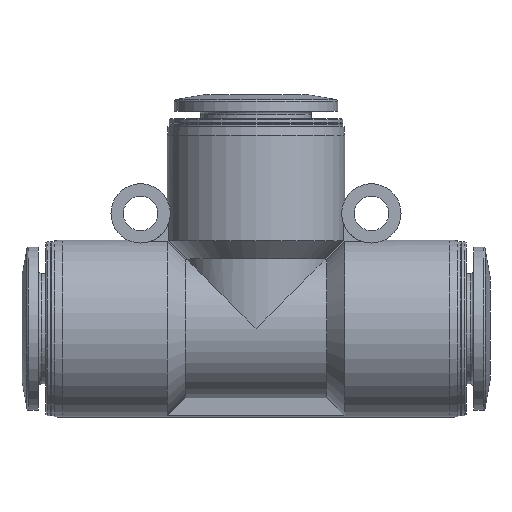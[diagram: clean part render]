
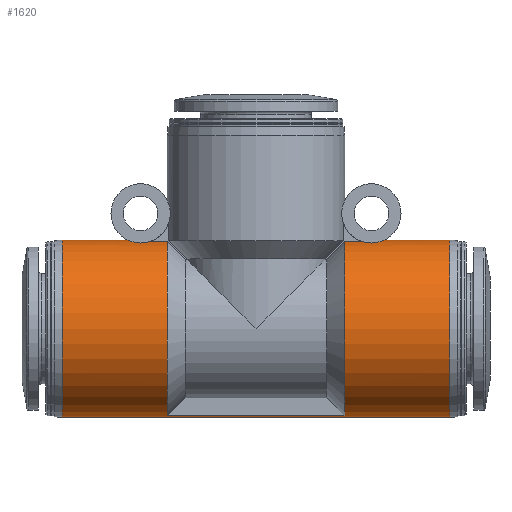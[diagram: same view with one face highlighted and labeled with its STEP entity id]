
A CAD part, front view. The second image highlights one B-rep face of the part: STEP entity #1620.
In plain terms, the highlighted cylindrical face has radius 10.75 mm (diameter 21.5 mm), a full revolution.
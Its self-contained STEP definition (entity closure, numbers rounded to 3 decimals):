
#76=B_SPLINE_CURVE_WITH_KNOTS('',3,(#2255,#2256,#2257,#2258,#2259,#2260,
#2261,#2262,#2263,#2264,#2265,#2266,#2267,#2268,#2269,#2270,#2271),
 .UNSPECIFIED.,.F.,.F.,(4,1,1,1,1,1,1,1,1,1,1,1,1,1,4),(0.002,
0.003,0.003,0.004,0.004,
0.005,0.006,0.007,0.008,
0.009,0.009,0.01,0.011,
0.011,0.012),.UNSPECIFIED.);
#77=B_SPLINE_CURVE_WITH_KNOTS('',3,(#2283,#2284,#2285,#2286,#2287,#2288,
#2289,#2290,#2291,#2292,#2293,#2294,#2295,#2296,#2297,#2298,#2299),
 .UNSPECIFIED.,.F.,.F.,(4,1,1,1,1,1,1,1,1,1,1,1,1,1,4),(0.009,
0.009,0.01,0.011,0.011,
0.012,0.012,0.014,0.015,
0.016,0.016,0.017,0.017,
0.018,0.019),.UNSPECIFIED.);
#94=LINE('',#2249,#114);
#95=LINE('',#2253,#115);
#96=LINE('',#2273,#116);
#97=LINE('',#2277,#117);
#98=LINE('',#2281,#118);
#99=LINE('',#2301,#119);
#114=VECTOR('',#1891,1000.);
#115=VECTOR('',#1894,1000.);
#116=VECTOR('',#1895,1000.);
#117=VECTOR('',#1898,1000.);
#118=VECTOR('',#1901,1000.);
#119=VECTOR('',#1902,1000.);
#144=ORIENTED_EDGE('',*,*,#394,.F.);
#145=ORIENTED_EDGE('',*,*,#395,.F.);
#146=ORIENTED_EDGE('',*,*,#396,.T.);
#147=ORIENTED_EDGE('',*,*,#397,.T.);
#148=ORIENTED_EDGE('',*,*,#398,.F.);
#149=ORIENTED_EDGE('',*,*,#399,.F.);
#150=ORIENTED_EDGE('',*,*,#400,.T.);
#151=ORIENTED_EDGE('',*,*,#401,.T.);
#152=ORIENTED_EDGE('',*,*,#402,.F.);
#153=ORIENTED_EDGE('',*,*,#403,.F.);
#154=ORIENTED_EDGE('',*,*,#404,.F.);
#155=ORIENTED_EDGE('',*,*,#405,.T.);
#156=ORIENTED_EDGE('',*,*,#406,.F.);
#157=ORIENTED_EDGE('',*,*,#407,.T.);
#394=EDGE_CURVE('',#519,#520,#624,.T.);
#395=EDGE_CURVE('',#521,#519,#94,.T.);
#396=EDGE_CURVE('',#521,#522,#625,.T.);
#397=EDGE_CURVE('',#522,#523,#95,.T.);
#398=EDGE_CURVE('',#524,#523,#76,.T.);
#399=EDGE_CURVE('',#525,#524,#96,.T.);
#400=EDGE_CURVE('',#525,#526,#626,.T.);
#401=EDGE_CURVE('',#526,#527,#97,.T.);
#402=EDGE_CURVE('',#528,#527,#627,.T.);
#403=EDGE_CURVE('',#529,#528,#98,.T.);
#404=EDGE_CURVE('',#530,#529,#77,.T.);
#405=EDGE_CURVE('',#530,#520,#99,.T.);
#406=EDGE_CURVE('',#531,#531,#628,.T.);
#407=EDGE_CURVE('',#532,#532,#629,.T.);
#519=VERTEX_POINT('',#2247);
#520=VERTEX_POINT('',#2248);
#521=VERTEX_POINT('',#2250);
#522=VERTEX_POINT('',#2252);
#523=VERTEX_POINT('',#2254);
#524=VERTEX_POINT('',#2272);
#525=VERTEX_POINT('',#2274);
#526=VERTEX_POINT('',#2276);
#527=VERTEX_POINT('',#2278);
#528=VERTEX_POINT('',#2280);
#529=VERTEX_POINT('',#2282);
#530=VERTEX_POINT('',#2300);
#531=VERTEX_POINT('',#2303);
#532=VERTEX_POINT('',#2305);
#624=CIRCLE('',#1712,10.75);
#625=CIRCLE('',#1713,10.75);
#626=CIRCLE('',#1714,10.75);
#627=CIRCLE('',#1715,10.75);
#628=CIRCLE('',#1716,10.75);
#629=CIRCLE('',#1717,10.75);
#706=EDGE_LOOP('',(#144,#145,#146,#147,#148,#149,#150,#151,#152,#153,#154,
#155));
#707=EDGE_LOOP('',(#156));
#708=EDGE_LOOP('',(#157));
#862=FACE_BOUND('',#706,.T.);
#863=FACE_BOUND('',#707,.T.);
#864=FACE_BOUND('',#708,.T.);
#1016=CYLINDRICAL_SURFACE('',#1711,10.75);
#1620=ADVANCED_FACE('',(#862,#863,#864),#1016,.T.);
#1711=AXIS2_PLACEMENT_3D('',#2245,#1887,#1888);
#1712=AXIS2_PLACEMENT_3D('',#2246,#1889,#1890);
#1713=AXIS2_PLACEMENT_3D('',#2251,#1892,#1893);
#1714=AXIS2_PLACEMENT_3D('',#2275,#1896,#1897);
#1715=AXIS2_PLACEMENT_3D('',#2279,#1899,#1900);
#1716=AXIS2_PLACEMENT_3D('',#2302,#1903,#1904);
#1717=AXIS2_PLACEMENT_3D('',#2304,#1905,#1906);
#1887=DIRECTION('',(1.,0.,0.));
#1888=DIRECTION('',(0.,0.,-1.));
#1889=DIRECTION('',(1.,0.,0.));
#1890=DIRECTION('',(0.,0.,-1.));
#1891=DIRECTION('',(-1.,0.,0.));
#1892=DIRECTION('',(1.,0.,0.));
#1893=DIRECTION('',(0.,0.,-1.));
#1894=DIRECTION('',(1.,0.,0.));
#1895=DIRECTION('',(1.,0.,0.));
#1896=DIRECTION('',(1.,0.,0.));
#1897=DIRECTION('',(0.,0.,-1.));
#1898=DIRECTION('',(-1.,0.,0.));
#1899=DIRECTION('',(1.,0.,0.));
#1900=DIRECTION('',(0.,0.,-1.));
#1901=DIRECTION('',(1.,0.,0.));
#1902=DIRECTION('',(1.,0.,0.));
#1903=DIRECTION('',(1.,0.,0.));
#1904=DIRECTION('',(0.,0.,-1.));
#1905=DIRECTION('',(1.,0.,0.));
#1906=DIRECTION('',(0.,0.,-1.));
#2245=CARTESIAN_POINT('',(28.4,0.,0.));
#2246=CARTESIAN_POINT('',(-10.75,0.,0.));
#2247=CARTESIAN_POINT('',(-10.75,1.881,-10.584));
#2248=CARTESIAN_POINT('',(-10.75,1.881,10.584));
#2249=CARTESIAN_POINT('',(10.75,1.881,-10.584));
#2250=CARTESIAN_POINT('',(10.75,1.881,-10.584));
#2251=CARTESIAN_POINT('',(10.75,0.,0.));
#2252=CARTESIAN_POINT('',(10.75,1.881,10.584));
#2253=CARTESIAN_POINT('',(28.4,1.881,10.584));
#2254=CARTESIAN_POINT('',(12.863,1.881,10.584));
#2255=CARTESIAN_POINT('',(12.863,-1.881,10.584));
#2256=CARTESIAN_POINT('',(12.959,-2.061,10.552));
#2257=CARTESIAN_POINT('',(13.193,-2.399,10.482));
#2258=CARTESIAN_POINT('',(13.727,-2.752,10.392));
#2259=CARTESIAN_POINT('',(14.383,-2.711,10.403));
#2260=CARTESIAN_POINT('',(14.879,-2.317,10.501));
#2261=CARTESIAN_POINT('',(15.204,-1.797,10.604));
#2262=CARTESIAN_POINT('',(15.479,-1.023,10.714));
#2263=CARTESIAN_POINT('',(15.595,0.002,10.774));
#2264=CARTESIAN_POINT('',(15.477,1.03,10.713));
#2265=CARTESIAN_POINT('',(15.202,1.801,10.603));
#2266=CARTESIAN_POINT('',(14.876,2.321,10.5));
#2267=CARTESIAN_POINT('',(14.378,2.713,10.403));
#2268=CARTESIAN_POINT('',(13.723,2.751,10.392));
#2269=CARTESIAN_POINT('',(13.191,2.396,10.483));
#2270=CARTESIAN_POINT('',(12.96,2.061,10.552));
#2271=CARTESIAN_POINT('',(12.863,1.881,10.584));
#2272=CARTESIAN_POINT('',(12.863,-1.881,10.584));
#2273=CARTESIAN_POINT('',(28.4,-1.881,10.584));
#2274=CARTESIAN_POINT('',(10.75,-1.881,10.584));
#2275=CARTESIAN_POINT('',(10.75,0.,0.));
#2276=CARTESIAN_POINT('',(10.75,-1.881,-10.584));
#2277=CARTESIAN_POINT('',(10.75,-1.881,-10.584));
#2278=CARTESIAN_POINT('',(-10.75,-1.881,-10.584));
#2279=CARTESIAN_POINT('',(-10.75,0.,0.));
#2280=CARTESIAN_POINT('',(-10.75,-1.881,10.584));
#2281=CARTESIAN_POINT('',(28.4,-1.881,10.584));
#2282=CARTESIAN_POINT('',(-12.863,-1.881,10.584));
#2283=CARTESIAN_POINT('',(-12.863,1.881,10.584));
#2284=CARTESIAN_POINT('',(-12.96,2.061,10.552));
#2285=CARTESIAN_POINT('',(-13.192,2.398,10.483));
#2286=CARTESIAN_POINT('',(-13.723,2.751,10.392));
#2287=CARTESIAN_POINT('',(-14.379,2.713,10.403));
#2288=CARTESIAN_POINT('',(-14.877,2.32,10.5));
#2289=CARTESIAN_POINT('',(-15.202,1.801,10.603));
#2290=CARTESIAN_POINT('',(-15.477,1.034,10.713));
#2291=CARTESIAN_POINT('',(-15.595,0.002,10.774));
#2292=CARTESIAN_POINT('',(-15.479,-1.023,10.714));
#2293=CARTESIAN_POINT('',(-15.204,-1.797,10.604));
#2294=CARTESIAN_POINT('',(-14.878,-2.318,10.501));
#2295=CARTESIAN_POINT('',(-14.381,-2.712,10.403));
#2296=CARTESIAN_POINT('',(-13.725,-2.752,10.392));
#2297=CARTESIAN_POINT('',(-13.192,-2.398,10.483));
#2298=CARTESIAN_POINT('',(-12.959,-2.06,10.552));
#2299=CARTESIAN_POINT('',(-12.863,-1.881,10.584));
#2300=CARTESIAN_POINT('',(-12.863,1.881,10.584));
#2301=CARTESIAN_POINT('',(28.4,1.881,10.584));
#2302=CARTESIAN_POINT('',(23.5,0.,0.));
#2303=CARTESIAN_POINT('',(23.5,0.,-10.75));
#2304=CARTESIAN_POINT('',(-23.5,0.,0.));
#2305=CARTESIAN_POINT('',(-23.5,0.,-10.75));
